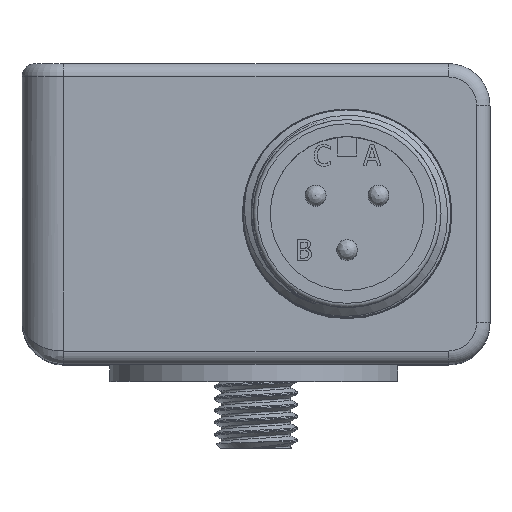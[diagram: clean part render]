
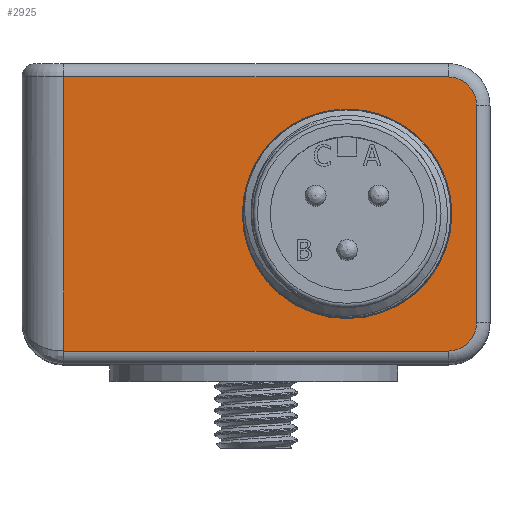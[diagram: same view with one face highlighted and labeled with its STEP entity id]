
A CAD part, top view. The second image highlights one B-rep face of the part: STEP entity #2925.
In plain terms, the highlighted planar face has unit normal (0, 0, 1).
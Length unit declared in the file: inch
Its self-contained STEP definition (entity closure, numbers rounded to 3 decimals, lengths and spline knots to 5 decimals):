
#305=FACE_BOUND('',#548,.T.);
#354=FACE_OUTER_BOUND('',#547,.T.);
#547=EDGE_LOOP('',(#1879,#1880,#1881,#1882,#1883,#1884));
#548=EDGE_LOOP('',(#1885));
#775=CIRCLE('',#3171,0.085);
#776=CIRCLE('',#3172,0.085);
#777=CIRCLE('',#3173,0.313);
#860=LINE('',#4024,#1026);
#861=LINE('',#4026,#1027);
#862=LINE('',#4028,#1028);
#863=LINE('',#4032,#1029);
#1026=VECTOR('',#3419,0.3937);
#1027=VECTOR('',#3420,0.3937);
#1028=VECTOR('',#3421,0.3937);
#1029=VECTOR('',#3424,0.3937);
#1201=VERTEX_POINT('',#4022);
#1202=VERTEX_POINT('',#4023);
#1203=VERTEX_POINT('',#4025);
#1204=VERTEX_POINT('',#4027);
#1205=VERTEX_POINT('',#4029);
#1206=VERTEX_POINT('',#4031);
#1207=VERTEX_POINT('',#4034);
#1469=EDGE_CURVE('',#1201,#1202,#860,.T.);
#1470=EDGE_CURVE('',#1203,#1201,#861,.T.);
#1471=EDGE_CURVE('',#1204,#1203,#862,.T.);
#1472=EDGE_CURVE('',#1205,#1204,#775,.T.);
#1473=EDGE_CURVE('',#1206,#1205,#863,.T.);
#1474=EDGE_CURVE('',#1202,#1206,#776,.T.);
#1475=EDGE_CURVE('',#1207,#1207,#777,.T.);
#1879=ORIENTED_EDGE('',*,*,#1469,.F.);
#1880=ORIENTED_EDGE('',*,*,#1470,.F.);
#1881=ORIENTED_EDGE('',*,*,#1471,.F.);
#1882=ORIENTED_EDGE('',*,*,#1472,.F.);
#1883=ORIENTED_EDGE('',*,*,#1473,.F.);
#1884=ORIENTED_EDGE('',*,*,#1474,.F.);
#1885=ORIENTED_EDGE('',*,*,#1475,.F.);
#2668=PLANE('',#3170);
#2925=ADVANCED_FACE('',(#354,#305),#2668,.T.);
#3170=AXIS2_PLACEMENT_3D('',#4021,#3417,#3418);
#3171=AXIS2_PLACEMENT_3D('',#4030,#3422,#3423);
#3172=AXIS2_PLACEMENT_3D('',#4033,#3425,#3426);
#3173=AXIS2_PLACEMENT_3D('',#4035,#3427,#3428);
#3417=DIRECTION('center_axis',(0.,0.,
1.));
#3418=DIRECTION('ref_axis',(1.,0.,0.));
#3419=DIRECTION('',(1.,0.,0.));
#3420=DIRECTION('',(0.,1.,0.));
#3421=DIRECTION('',(-1.,0.,0.));
#3422=DIRECTION('center_axis',(0.,0.,
-1.));
#3423=DIRECTION('ref_axis',(0.707,-0.707,0.));
#3424=DIRECTION('',(0.,-1.,0.));
#3425=DIRECTION('center_axis',(0.,0.,
-1.));
#3426=DIRECTION('ref_axis',(0.707,0.707,0.));
#3427=DIRECTION('center_axis',(0.,0.,
1.));
#3428=DIRECTION('ref_axis',(1.,0.,0.));
#4021=CARTESIAN_POINT('Origin',(-0.7,0.,0.7));
#4022=CARTESIAN_POINT('',(-0.575,0.86,0.7));
#4023=CARTESIAN_POINT('',(0.575,0.86,0.7));
#4024=CARTESIAN_POINT('',(-0.35,0.86,0.7));
#4025=CARTESIAN_POINT('',(-0.575,0.04,0.7));
#4026=CARTESIAN_POINT('',(-0.575,0.,0.7));
#4027=CARTESIAN_POINT('',(0.575,0.04,0.7));
#4028=CARTESIAN_POINT('',(-0.35,0.04,0.7));
#4029=CARTESIAN_POINT('',(0.66,0.125,0.7));
#4030=CARTESIAN_POINT('Origin',(0.575,0.125,0.7));
#4031=CARTESIAN_POINT('',(0.66,0.775,0.7));
#4032=CARTESIAN_POINT('',(0.66,0.,0.7));
#4033=CARTESIAN_POINT('Origin',(0.575,0.775,0.7));
#4034=CARTESIAN_POINT('',(0.5855,0.45,0.7));
#4035=CARTESIAN_POINT('Origin',(0.2725,0.45,0.7));
